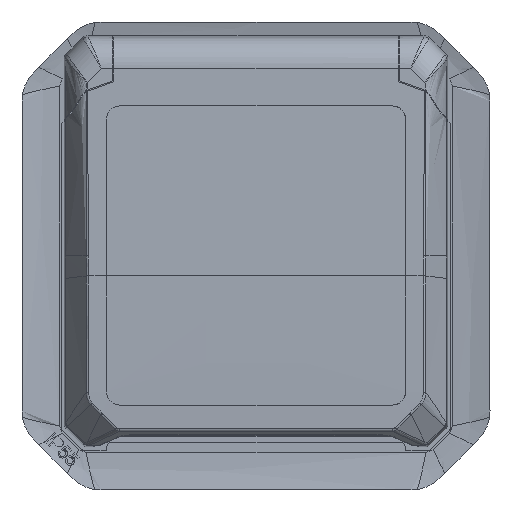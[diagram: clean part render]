
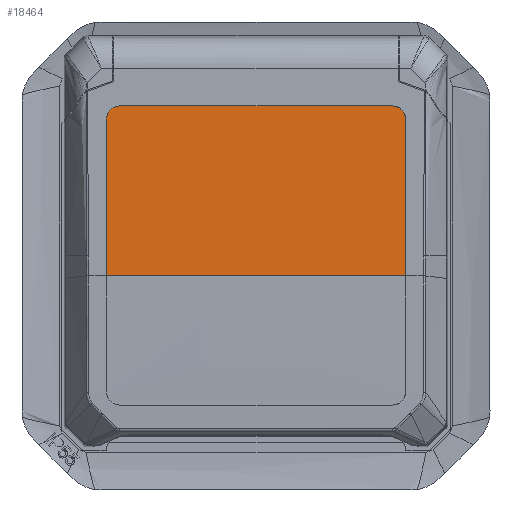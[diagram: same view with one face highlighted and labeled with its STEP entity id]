
A CAD part, top view. The second image highlights one B-rep face of the part: STEP entity #18464.
In plain terms, the highlighted planar face has unit normal (0, -0.005, -1).
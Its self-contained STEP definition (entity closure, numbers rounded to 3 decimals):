
#18417=AXIS2_PLACEMENT_3D('Plane Axis2P3D',#18414,#18415,#18416) ;
#10600=CARTESIAN_POINT('Vertex',(-22.5,-2.998,12.736)) ;
#10603=CARTESIAN_POINT('Line Origine',(0.,-2.998,12.736)) ;
#10607=CARTESIAN_POINT('Vertex',(22.5,-2.998,12.736)) ;
#18347=CARTESIAN_POINT('Vertex',(22.5,20.565,12.628)) ;
#18414=CARTESIAN_POINT('Axis2P3D Location',(0.,-2.998,12.736)) ;
#18419=CARTESIAN_POINT('Line Origine',(-22.5,9.783,12.677)) ;
#18423=CARTESIAN_POINT('Vertex',(-22.5,20.565,12.627)) ;
#18427=CARTESIAN_POINT('Control Point',(-20.5,22.565,12.618)) ;
#18428=CARTESIAN_POINT('Control Point',(-21.128,22.565,12.618)) ;
#18429=CARTESIAN_POINT('Control Point',(-21.757,22.319,12.619)) ;
#18430=CARTESIAN_POINT('Control Point',(-22.254,21.822,12.621)) ;
#18431=CARTESIAN_POINT('Control Point',(-22.5,21.193,12.624)) ;
#18432=CARTESIAN_POINT('Control Point',(-22.5,20.565,12.627)) ;
#18433=CARTESIAN_POINT('Vertex',(-20.5,22.565,12.618)) ;
#18436=CARTESIAN_POINT('Line Origine',(0.,22.565,12.618)) ;
#18440=CARTESIAN_POINT('Vertex',(20.5,22.565,12.618)) ;
#18444=CARTESIAN_POINT('Control Point',(22.5,20.565,12.627)) ;
#18445=CARTESIAN_POINT('Control Point',(22.5,21.193,12.624)) ;
#18446=CARTESIAN_POINT('Control Point',(22.254,21.822,12.621)) ;
#18447=CARTESIAN_POINT('Control Point',(21.757,22.319,12.619)) ;
#18448=CARTESIAN_POINT('Control Point',(21.128,22.565,12.618)) ;
#18449=CARTESIAN_POINT('Control Point',(20.5,22.565,12.618)) ;
#18451=CARTESIAN_POINT('Line Origine',(22.5,9.783,12.677)) ;
#10604=DIRECTION('Vector Direction',(1.,0.,0.)) ;
#18415=DIRECTION('Axis2P3D Direction',(0.,-0.005,-1.)) ;
#18416=DIRECTION('Axis2P3D XDirection',(0.,1.,-0.005)) ;
#18420=DIRECTION('Vector Direction',(0.,1.,-0.005)) ;
#18437=DIRECTION('Vector Direction',(1.,0.,0.)) ;
#18452=DIRECTION('Vector Direction',(0.,1.,-0.005)) ;
#10605=VECTOR('Line Direction',#10604,1.) ;
#18421=VECTOR('Line Direction',#18420,1.) ;
#18438=VECTOR('Line Direction',#18437,1.) ;
#18453=VECTOR('Line Direction',#18452,1.) ;
#18457=ORIENTED_EDGE('',*,*,#10609,.F.) ;
#18458=ORIENTED_EDGE('',*,*,#18425,.F.) ;
#18459=ORIENTED_EDGE('',*,*,#18435,.F.) ;
#18460=ORIENTED_EDGE('',*,*,#18442,.T.) ;
#18461=ORIENTED_EDGE('',*,*,#18450,.F.) ;
#18462=ORIENTED_EDGE('',*,*,#18455,.F.) ;
#18464=ADVANCED_FACE('Split.1',(#18463),#18418,.T.) ;
#18426=B_SPLINE_CURVE_WITH_KNOTS('',5,(#18427,#18428,#18429,#18430,#18431,#18432),.UNSPECIFIED.,.F.,.U.,(6,6),(0.,5.441),.UNSPECIFIED.) ;
#18443=B_SPLINE_CURVE_WITH_KNOTS('',5,(#18444,#18445,#18446,#18447,#18448,#18449),.UNSPECIFIED.,.F.,.U.,(6,6),(0.,5.441),.UNSPECIFIED.) ;
#10609=EDGE_CURVE('',#10601,#10608,#10606,.T.) ;
#18425=EDGE_CURVE('',#18424,#10601,#18422,.F.) ;
#18435=EDGE_CURVE('',#18434,#18424,#18426,.T.) ;
#18442=EDGE_CURVE('',#18434,#18441,#18439,.T.) ;
#18450=EDGE_CURVE('',#18348,#18441,#18443,.T.) ;
#18455=EDGE_CURVE('',#10608,#18348,#18454,.T.) ;
#18456=EDGE_LOOP('',(#18457,#18458,#18459,#18460,#18461,#18462)) ;
#18463=FACE_OUTER_BOUND('',#18456,.T.) ;
#10606=LINE('Line',#10603,#10605) ;
#18422=LINE('Line',#18419,#18421) ;
#18439=LINE('Line',#18436,#18438) ;
#18454=LINE('Line',#18451,#18453) ;
#18418=PLANE('',#18417) ;
#10601=VERTEX_POINT('',#10600) ;
#10608=VERTEX_POINT('',#10607) ;
#18348=VERTEX_POINT('',#18347) ;
#18424=VERTEX_POINT('',#18423) ;
#18434=VERTEX_POINT('',#18433) ;
#18441=VERTEX_POINT('',#18440) ;
